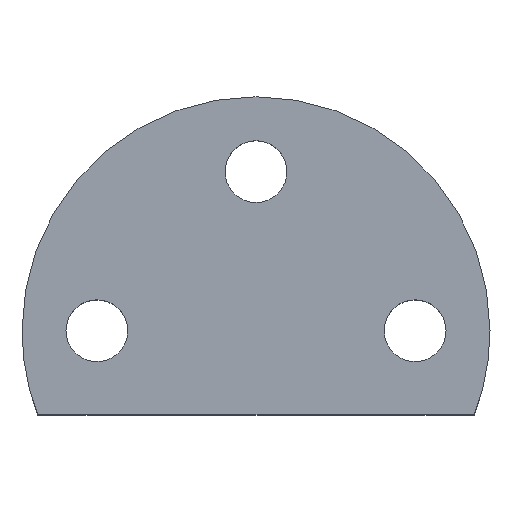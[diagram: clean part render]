
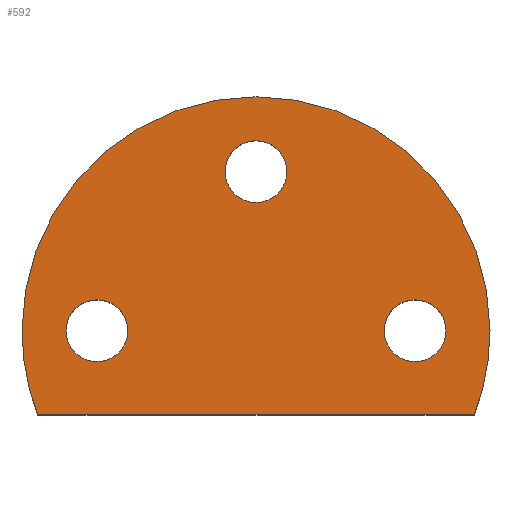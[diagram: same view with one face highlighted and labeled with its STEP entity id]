
A CAD part, top view. The second image highlights one B-rep face of the part: STEP entity #592.
In plain terms, the highlighted planar face has unit normal (0, 0, 1).
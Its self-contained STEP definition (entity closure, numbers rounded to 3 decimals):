
#382=VERTEX_POINT('',#1073);
#404=EDGE_CURVE('',#640,#764,#1096,.T.);
#418=EDGE_CURVE('',#952,#580,#1113,.T.);
#458=VERTEX_POINT('',#1156);
#464=EDGE_CURVE('',#582,#680,#1162,.T.);
#504=EDGE_CURVE('',#674,#1028,#1207,.T.);
#508=EDGE_CURVE('',#764,#640,#1211,.T.);
#562=EDGE_CURVE('',#1028,#674,#1274,.T.);
#580=VERTEX_POINT('',#1293);
#582=VERTEX_POINT('',#1295);
#592=ADVANCED_FACE('',(#1306,#1307,#1308,#1309),#1310,.T.);
#616=EDGE_CURVE('',#680,#582,#1335,.T.);
#640=VERTEX_POINT('',#1361);
#674=VERTEX_POINT('',#1397);
#680=VERTEX_POINT('',#1403);
#764=VERTEX_POINT('',#1503);
#852=EDGE_CURVE('',#952,#458,#1599,.T.);
#864=EDGE_CURVE('',#382,#580,#1614,.T.);
#952=VERTEX_POINT('',#1712);
#960=EDGE_CURVE('',#458,#382,#1721,.T.);
#1028=VERTEX_POINT('',#1800);
#1073=CARTESIAN_POINT('',(25.,0.,0.));
#1096=CIRCLE('',#1889,3.3);
#1113=LINE('',#1911,#1912);
#1156=CARTESIAN_POINT('',(-25.0,0.,0.));
#1162=CIRCLE('',#1994,3.3);
#1207=CIRCLE('',#2078,3.3);
#1211=CIRCLE('',#2085,3.3);
#1274=CIRCLE('',#2178,3.3);
#1293=CARTESIAN_POINT('',(23.324,-9.0,0.));
#1295=CARTESIAN_POINT('',(-20.3,0.,0.));
#1306=FACE_OUTER_BOUND('',#2228,.T.);
#1307=FACE_BOUND('',#2229,.T.);
#1308=FACE_BOUND('',#2230,.T.);
#1309=FACE_BOUND('',#2231,.T.);
#1310=PLANE('',#2232);
#1335=CIRCLE('',#2271,3.3);
#1361=CARTESIAN_POINT('',(3.3,17.0,0.));
#1397=CARTESIAN_POINT('',(20.3,0.0,0.));
#1403=CARTESIAN_POINT('',(-13.7,0.0,0.));
#1503=CARTESIAN_POINT('',(-3.3,17.0,0.));
#1599=CIRCLE('',#2723,25.0);
#1614=CIRCLE('',#2742,25.0);
#1712=CARTESIAN_POINT('',(-23.324,-9.0,0.));
#1721=CIRCLE('',#2905,25.0);
#1800=CARTESIAN_POINT('',(13.7,0.,0.));
#1889=AXIS2_PLACEMENT_3D('',#3074,#3075,#3076);
#1911=CARTESIAN_POINT('',(5.412,-9.0,0.));
#1912=VECTOR('',#3106,1.0);
#1994=AXIS2_PLACEMENT_3D('',#3145,#3146,#3147);
#2078=AXIS2_PLACEMENT_3D('',#3191,#3192,#3193);
#2085=AXIS2_PLACEMENT_3D('',#3195,#3196,#3197);
#2178=AXIS2_PLACEMENT_3D('',#3282,#3283,#3284);
#2228=EDGE_LOOP('',(#3311,#3312,#3313,#3314));
#2229=EDGE_LOOP('',(#3315,#3316));
#2230=EDGE_LOOP('',(#3317,#3318));
#2231=EDGE_LOOP('',(#3319,#3320));
#2232=AXIS2_PLACEMENT_3D('',#3321,#3322,#3323);
#2271=AXIS2_PLACEMENT_3D('',#3335,#3336,#3337);
#2723=AXIS2_PLACEMENT_3D('',#3644,#3645,#3646);
#2742=AXIS2_PLACEMENT_3D('',#3675,#3676,#3677);
#2905=AXIS2_PLACEMENT_3D('',#3803,#3804,#3805);
#3074=CARTESIAN_POINT('',(0.,17.0,0.));
#3075=DIRECTION('',(0.0,0.0,-1.0));
#3076=DIRECTION('',(1.0,0.0,0.0));
#3106=DIRECTION('',(1.0,0.,0.0));
#3145=CARTESIAN_POINT('',(-17.0,0.,0.));
#3146=DIRECTION('',(0.0,0.0,-1.0));
#3147=DIRECTION('',(1.0,0.0,0.0));
#3191=CARTESIAN_POINT('',(17.0,0.,0.));
#3192=DIRECTION('',(0.0,0.0,-1.0));
#3193=DIRECTION('',(1.0,0.0,0.0));
#3195=CARTESIAN_POINT('',(0.,17.0,0.));
#3196=DIRECTION('',(0.0,0.0,-1.0));
#3197=DIRECTION('',(1.0,0.0,0.0));
#3282=CARTESIAN_POINT('',(17.0,0.,0.));
#3283=DIRECTION('',(0.0,0.0,-1.0));
#3284=DIRECTION('',(1.0,0.0,0.0));
#3311=ORIENTED_EDGE('',*,*,#418,.T.);
#3312=ORIENTED_EDGE('',*,*,#864,.F.);
#3313=ORIENTED_EDGE('',*,*,#960,.F.);
#3314=ORIENTED_EDGE('',*,*,#852,.F.);
#3315=ORIENTED_EDGE('',*,*,#504,.T.);
#3316=ORIENTED_EDGE('',*,*,#562,.T.);
#3317=ORIENTED_EDGE('',*,*,#404,.T.);
#3318=ORIENTED_EDGE('',*,*,#508,.T.);
#3319=ORIENTED_EDGE('',*,*,#616,.T.);
#3320=ORIENTED_EDGE('',*,*,#464,.T.);
#3321=CARTESIAN_POINT('',(-12.5,0.,0.));
#3322=DIRECTION('',(0.0,0.0,1.0));
#3323=DIRECTION('',(-1.0,0.,0.0));
#3335=CARTESIAN_POINT('',(-17.0,0.,0.));
#3336=DIRECTION('',(0.0,0.0,-1.0));
#3337=DIRECTION('',(1.0,0.0,0.0));
#3644=CARTESIAN_POINT('',(0.,0.,0.));
#3645=DIRECTION('',(0.0,0.0,-1.0));
#3646=DIRECTION('',(-1.0,0.,0.0));
#3675=CARTESIAN_POINT('',(0.,0.,0.));
#3676=DIRECTION('',(0.0,0.0,-1.0));
#3677=DIRECTION('',(-1.0,0.,0.0));
#3803=CARTESIAN_POINT('',(0.,0.,0.));
#3804=DIRECTION('',(0.0,0.0,-1.0));
#3805=DIRECTION('',(-1.0,0.,0.0));
